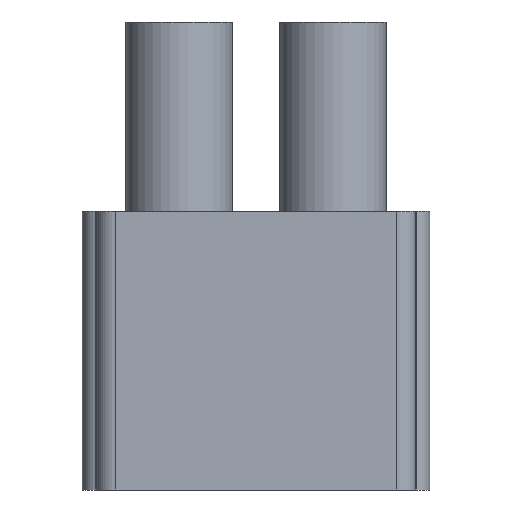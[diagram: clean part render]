
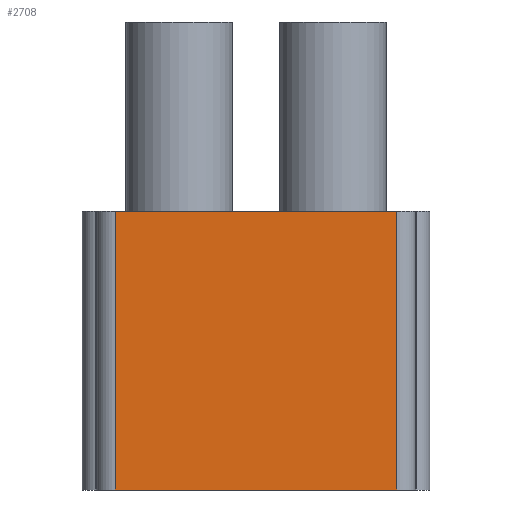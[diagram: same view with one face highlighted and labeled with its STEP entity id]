
A CAD part, front view. The second image highlights one B-rep face of the part: STEP entity #2708.
In plain terms, the highlighted planar face has unit normal (0, -1, 0).
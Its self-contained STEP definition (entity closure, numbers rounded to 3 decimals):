
#261=FACE_OUTER_BOUND('',#396,.T.);
#396=EDGE_LOOP('',(#2241,#2242,#2243,#2244));
#534=LINE('',#4042,#818);
#570=LINE('',#4162,#854);
#620=LINE('',#4289,#904);
#688=LINE('',#4443,#972);
#818=VECTOR('',#3228,10.);
#854=VECTOR('',#3316,10.);
#904=VECTOR('',#3452,10.);
#972=VECTOR('',#3648,10.);
#1132=VERTEX_POINT('',#4039);
#1133=VERTEX_POINT('',#4041);
#1190=VERTEX_POINT('',#4159);
#1191=VERTEX_POINT('',#4161);
#1401=EDGE_CURVE('',#1132,#1133,#534,.T.);
#1461=EDGE_CURVE('',#1191,#1190,#570,.T.);
#1526=EDGE_CURVE('',#1190,#1133,#620,.T.);
#1604=EDGE_CURVE('',#1191,#1132,#688,.T.);
#2241=ORIENTED_EDGE('',*,*,#1604,.F.);
#2242=ORIENTED_EDGE('',*,*,#1461,.T.);
#2243=ORIENTED_EDGE('',*,*,#1526,.T.);
#2244=ORIENTED_EDGE('',*,*,#1401,.F.);
#2454=PLANE('',#2959);
#2708=ADVANCED_FACE('',(#261),#2454,.T.);
#2959=AXIS2_PLACEMENT_3D('',#4442,#3646,#3647);
#3228=DIRECTION('',(1.,0.,0.));
#3316=DIRECTION('',(1.,0.,0.));
#3452=DIRECTION('',(0.,0.,1.));
#3646=DIRECTION('center_axis',(0.,-1.,0.));
#3647=DIRECTION('ref_axis',(1.,0.,0.));
#3648=DIRECTION('',(0.,0.,1.));
#4039=CARTESIAN_POINT('',(-5.95,-7.7,6.2));
#4041=CARTESIAN_POINT('',(5.95,-7.7,6.2));
#4042=CARTESIAN_POINT('',(-6.75,-7.7,6.2));
#4159=CARTESIAN_POINT('',(5.95,-7.7,-5.6));
#4161=CARTESIAN_POINT('',(-5.95,-7.7,-5.6));
#4162=CARTESIAN_POINT('',(6.75,-7.7,-5.6));
#4289=CARTESIAN_POINT('',(5.95,-7.7,0.));
#4442=CARTESIAN_POINT('Origin',(-6.75,-7.7,0.));
#4443=CARTESIAN_POINT('',(-5.95,-7.7,0.));
